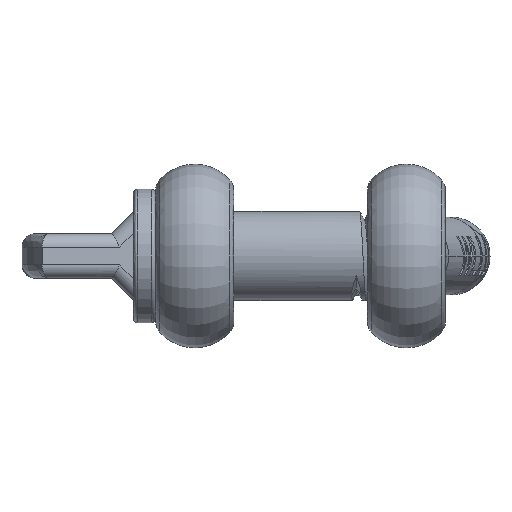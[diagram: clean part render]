
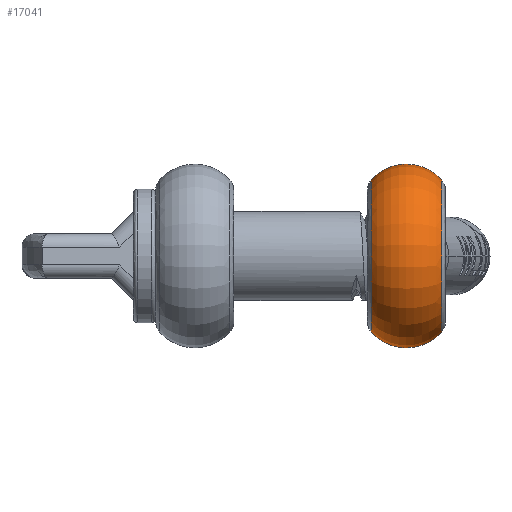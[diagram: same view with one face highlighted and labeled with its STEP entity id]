
A CAD part, front view. The second image highlights one B-rep face of the part: STEP entity #17041.
In plain terms, the highlighted toroidal (fillet/blend) face has major radius 4.05 mm and minor radius 4.2 mm.
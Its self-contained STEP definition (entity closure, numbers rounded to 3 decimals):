
#12287 = CARTESIAN_POINT ( 'NONE',  ( 12.65, 0., 6.828 ) ) ;
#12288 = DIRECTION ( 'NONE',  ( 0., 0., 1. ) ) ;
#12289 = DIRECTION ( 'NONE',  ( 0., 1., 0. ) ) ;
#12290 = CARTESIAN_POINT ( 'NONE',  ( 9.5, 0., 4.05 ) ) ;
#12291 = AXIS2_PLACEMENT_3D ( 'NONE', #12290, #12289, #12288 ) ;
#12292 = CIRCLE ( 'NONE', #12291, 4.2 ) ;
#12368 = DIRECTION ( 'NONE',  ( 0., 0., -1. ) ) ;
#12369 = DIRECTION ( 'NONE',  ( 0., -1., 0. ) ) ;
#12370 = CARTESIAN_POINT ( 'NONE',  ( 9.5, 0., -4.05 ) ) ;
#12371 = AXIS2_PLACEMENT_3D ( 'NONE', #12370, #12369, #12368 ) ;
#12372 = CIRCLE ( 'NONE', #12371, 4.2 ) ;
#12373 = CARTESIAN_POINT ( 'NONE',  ( 6.35, 0., -6.828 ) ) ;
#12374 = DIRECTION ( 'NONE',  ( 0., 0., -1. ) ) ;
#12375 = DIRECTION ( 'NONE',  ( 1., 0., 0. ) ) ;
#12376 = CARTESIAN_POINT ( 'NONE',  ( 6.35, 0., 0. ) ) ;
#12377 = AXIS2_PLACEMENT_3D ( 'NONE', #12376, #12375, #12374 ) ;
#12402 = DIRECTION ( 'NONE',  ( 0., 0., -1. ) ) ;
#12403 = DIRECTION ( 'NONE',  ( 1., 0., 0. ) ) ;
#12404 = CIRCLE ( 'NONE', #12377, 6.828 ) ;
#12405 = CARTESIAN_POINT ( 'NONE',  ( 9.5, 0., 0. ) ) ;
#12406 = AXIS2_PLACEMENT_3D ( 'NONE', #12405, #12403, #12402 ) ;
#12415 = TOROIDAL_SURFACE ( 'NONE', #12406, 4.05, 4.2 ) ;
#12416 = FACE_OUTER_BOUND ( 'NONE', #16787, .T. ) ;
#13418 = DIRECTION ( 'NONE',  ( 0., 0., -1. ) ) ;
#13419 = DIRECTION ( 'NONE',  ( -1., 0., 0. ) ) ;
#13420 = CARTESIAN_POINT ( 'NONE',  ( 12.65, 0., 0. ) ) ;
#13421 = AXIS2_PLACEMENT_3D ( 'NONE', #13420, #13419, #13418 ) ;
#13422 = CIRCLE ( 'NONE', #13421, 6.828 ) ;
#13425 = CARTESIAN_POINT ( 'NONE',  ( 12.65, 0., -6.828 ) ) ;
#13525 = CARTESIAN_POINT ( 'NONE',  ( 6.35, 0., 6.828 ) ) ;
#16787 = EDGE_LOOP ( 'NONE', ( #17042, #17043, #17046, #17395 ) ) ;
#17041 = ADVANCED_FACE ( 'NONE', ( #12416 ), #12415, .T. ) ;
#17042 = ORIENTED_EDGE ( 'NONE', *, *, #17063, .F. ) ;
#17043 = ORIENTED_EDGE ( 'NONE', *, *, #17044, .T. ) ;
#17044 = EDGE_CURVE ( 'NONE', #17390, #17045, #12404, .T. ) ;
#17045 = VERTEX_POINT ( 'NONE', #12373 ) ;
#17046 = ORIENTED_EDGE ( 'NONE', *, *, #17047, .T. ) ;
#17047 = EDGE_CURVE ( 'NONE', #17045, #17394, #12372, .T. ) ;
#17063 = EDGE_CURVE ( 'NONE', #17390, #17064, #12292, .T. ) ;
#17064 = VERTEX_POINT ( 'NONE', #12287 ) ;
#17390 = VERTEX_POINT ( 'NONE', #13525 ) ;
#17394 = VERTEX_POINT ( 'NONE', #13425 ) ;
#17395 = ORIENTED_EDGE ( 'NONE', *, *, #17396, .T. ) ;
#17396 = EDGE_CURVE ( 'NONE', #17394, #17064, #13422, .T. ) ;
